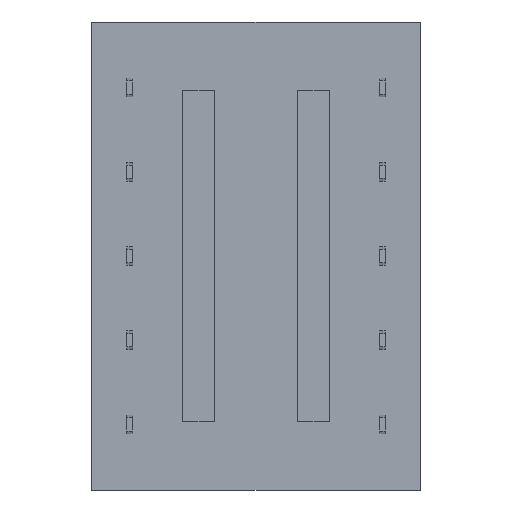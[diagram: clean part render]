
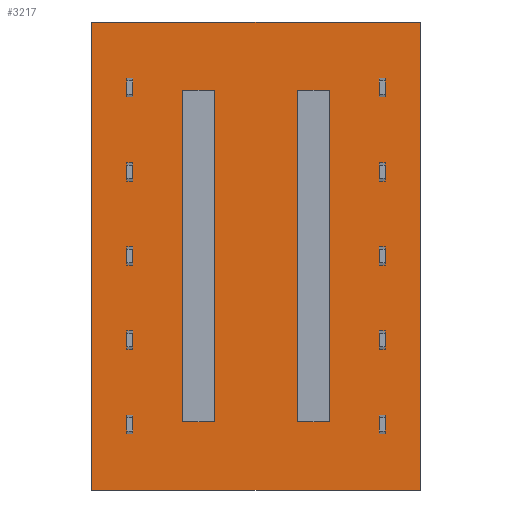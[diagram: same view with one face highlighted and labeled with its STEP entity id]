
A CAD part, front view. The second image highlights one B-rep face of the part: STEP entity #3217.
In plain terms, the highlighted planar face has unit normal (0, -1, 0).
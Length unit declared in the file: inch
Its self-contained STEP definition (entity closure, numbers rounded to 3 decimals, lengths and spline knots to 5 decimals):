
#5 = LINE ( 'NONE', #2343, #2363 ) ;
#46 = CARTESIAN_POINT ( 'NONE',  ( -0.0872, -0.05413, -0.29252 ) ) ;
#49 = VERTEX_POINT ( 'NONE', #6726 ) ;
#109 = ORIENTED_EDGE ( 'NONE', *, *, #4955, .T. ) ;
#131 = CARTESIAN_POINT ( 'NONE',  ( 0.0872, -0.05413, -0.29252 ) ) ;
#370 = EDGE_LOOP ( 'NONE', ( #1860, #7425, #7921, #9703 ) ) ;
#504 = FACE_OUTER_BOUND ( 'NONE', #3143, .T. ) ;
#543 = DIRECTION ( 'NONE',  ( 0., 1., 0. ) ) ;
#861 = VECTOR ( 'NONE', #2062, 39.37008 ) ;
#906 = CARTESIAN_POINT ( 'NONE',  ( -0.04941, -0.05413, 0.10079 ) ) ;
#1069 = CARTESIAN_POINT ( 'NONE',  ( -0.0872, -0.05413, 0.10079 ) ) ;
#1309 = EDGE_CURVE ( 'NONE', #4882, #7631, #5013, .T. ) ;
#1317 = LINE ( 'NONE', #7320, #9961 ) ;
#1380 = CARTESIAN_POINT ( 'NONE',  ( 0.19488, -0.05413, -0.37382 ) ) ;
#1477 = LINE ( 'NONE', #1670, #7597 ) ;
#1577 = EDGE_CURVE ( 'NONE', #9690, #2998, #1477, .T. ) ;
#1670 = CARTESIAN_POINT ( 'NONE',  ( 0.19488, -0.05413, -0.07382 ) ) ;
#1759 = VECTOR ( 'NONE', #4495, 39.37008 ) ;
#1765 = LINE ( 'NONE', #46, #8795 ) ;
#1860 = ORIENTED_EDGE ( 'NONE', *, *, #3304, .F. ) ;
#1880 = DIRECTION ( 'NONE',  ( -1., 0., 0. ) ) ;
#2005 = DIRECTION ( 'NONE',  ( -1., 0., 0. ) ) ;
#2062 = DIRECTION ( 'NONE',  ( -1., 0., 0. ) ) ;
#2068 = FACE_BOUND ( 'NONE', #5388, .T. ) ;
#2341 = LINE ( 'NONE', #3881, #3655 ) ;
#2343 = CARTESIAN_POINT ( 'NONE',  ( 0.0872, -0.05413, 0.10079 ) ) ;
#2363 = VECTOR ( 'NONE', #6836, 39.37008 ) ;
#2496 = VECTOR ( 'NONE', #9468, 39.37008 ) ;
#2545 = EDGE_CURVE ( 'NONE', #7631, #6321, #8105, .T. ) ;
#2598 = LINE ( 'NONE', #9419, #2496 ) ;
#2662 = EDGE_CURVE ( 'NONE', #9690, #6044, #2598, .T. ) ;
#2679 = VECTOR ( 'NONE', #6782, 39.37008 ) ;
#2804 = VERTEX_POINT ( 'NONE', #4963 ) ;
#2891 = CARTESIAN_POINT ( 'NONE',  ( -0.19488, -0.05413, 0.18209 ) ) ;
#2998 = VERTEX_POINT ( 'NONE', #8537 ) ;
#3143 = EDGE_LOOP ( 'NONE', ( #109, #6084, #7942, #6122 ) ) ;
#3211 = VERTEX_POINT ( 'NONE', #6875 ) ;
#3217 = ADVANCED_FACE ( 'NONE', ( #8985, #504, #2068 ), #4464, .F. ) ;
#3304 = EDGE_CURVE ( 'NONE', #49, #4882, #4067, .T. ) ;
#3655 = VECTOR ( 'NONE', #9352, 39.37008 ) ;
#3685 = CARTESIAN_POINT ( 'NONE',  ( -0.0872, -0.05413, 0.10079 ) ) ;
#3881 = CARTESIAN_POINT ( 'NONE',  ( 0.04941, -0.05413, -0.29252 ) ) ;
#4067 = LINE ( 'NONE', #906, #7533 ) ;
#4285 = VERTEX_POINT ( 'NONE', #4811 ) ;
#4432 = ORIENTED_EDGE ( 'NONE', *, *, #8821, .F. ) ;
#4464 = PLANE ( 'NONE',  #8810 ) ;
#4495 = DIRECTION ( 'NONE',  ( 0., 0., -1. ) ) ;
#4811 = CARTESIAN_POINT ( 'NONE',  ( 0.04941, -0.05413, -0.29252 ) ) ;
#4814 = DIRECTION ( 'NONE',  ( 1., 0., 0. ) ) ;
#4882 = VERTEX_POINT ( 'NONE', #8141 ) ;
#4955 = EDGE_CURVE ( 'NONE', #2804, #6044, #7327, .T. ) ;
#4963 = CARTESIAN_POINT ( 'NONE',  ( -0.19488, -0.05413, 0.18209 ) ) ;
#5013 = LINE ( 'NONE', #1069, #9039 ) ;
#5154 = CARTESIAN_POINT ( 'NONE',  ( 0., -0.05413, 0.05413 ) ) ;
#5388 = EDGE_LOOP ( 'NONE', ( #7739, #9596, #7695, #4432 ) ) ;
#5479 = DIRECTION ( 'NONE',  ( 0., 0., 1. ) ) ;
#5653 = CARTESIAN_POINT ( 'NONE',  ( 0.0872, -0.05413, 0.10079 ) ) ;
#5655 = CARTESIAN_POINT ( 'NONE',  ( -0.19488, -0.05413, -0.37382 ) ) ;
#5824 = CARTESIAN_POINT ( 'NONE',  ( 0.19488, -0.05413, 0.18209 ) ) ;
#6001 = CARTESIAN_POINT ( 'NONE',  ( 0.04941, -0.05413, 0.10079 ) ) ;
#6044 = VERTEX_POINT ( 'NONE', #5655 ) ;
#6084 = ORIENTED_EDGE ( 'NONE', *, *, #2662, .F. ) ;
#6122 = ORIENTED_EDGE ( 'NONE', *, *, #8272, .T. ) ;
#6321 = VERTEX_POINT ( 'NONE', #8691 ) ;
#6557 = EDGE_CURVE ( 'NONE', #4285, #7018, #2341, .T. ) ;
#6662 = LINE ( 'NONE', #5824, #861 ) ;
#6692 = LINE ( 'NONE', #6001, #9523 ) ;
#6726 = CARTESIAN_POINT ( 'NONE',  ( -0.04941, -0.05413, -0.29252 ) ) ;
#6782 = DIRECTION ( 'NONE',  ( 0., 0., -1. ) ) ;
#6836 = DIRECTION ( 'NONE',  ( 0., 0., 1. ) ) ;
#6875 = CARTESIAN_POINT ( 'NONE',  ( 0.04941, -0.05413, 0.10079 ) ) ;
#6944 = EDGE_CURVE ( 'NONE', #7125, #3211, #6692, .T. ) ;
#7018 = VERTEX_POINT ( 'NONE', #131 ) ;
#7125 = VERTEX_POINT ( 'NONE', #5653 ) ;
#7320 = CARTESIAN_POINT ( 'NONE',  ( 0.04941, -0.05413, 0.10079 ) ) ;
#7327 = LINE ( 'NONE', #2891, #2679 ) ;
#7424 = DIRECTION ( 'NONE',  ( 0., 0., -1. ) ) ;
#7425 = ORIENTED_EDGE ( 'NONE', *, *, #9263, .F. ) ;
#7533 = VECTOR ( 'NONE', #8620, 39.37008 ) ;
#7597 = VECTOR ( 'NONE', #5479, 39.37008 ) ;
#7631 = VERTEX_POINT ( 'NONE', #8355 ) ;
#7695 = ORIENTED_EDGE ( 'NONE', *, *, #6944, .F. ) ;
#7739 = ORIENTED_EDGE ( 'NONE', *, *, #6557, .F. ) ;
#7921 = ORIENTED_EDGE ( 'NONE', *, *, #2545, .F. ) ;
#7942 = ORIENTED_EDGE ( 'NONE', *, *, #1577, .T. ) ;
#8105 = LINE ( 'NONE', #3685, #1759 ) ;
#8141 = CARTESIAN_POINT ( 'NONE',  ( -0.04941, -0.05413, 0.10079 ) ) ;
#8272 = EDGE_CURVE ( 'NONE', #2998, #2804, #6662, .T. ) ;
#8355 = CARTESIAN_POINT ( 'NONE',  ( -0.0872, -0.05413, 0.10079 ) ) ;
#8537 = CARTESIAN_POINT ( 'NONE',  ( 0.19488, -0.05413, 0.18209 ) ) ;
#8620 = DIRECTION ( 'NONE',  ( 0., 0., 1. ) ) ;
#8691 = CARTESIAN_POINT ( 'NONE',  ( -0.0872, -0.05413, -0.29252 ) ) ;
#8795 = VECTOR ( 'NONE', #4814, 39.37008 ) ;
#8810 = AXIS2_PLACEMENT_3D ( 'NONE', #5154, #543, #9150 ) ;
#8821 = EDGE_CURVE ( 'NONE', #7018, #7125, #5, .T. ) ;
#8985 = FACE_BOUND ( 'NONE', #370, .T. ) ;
#9039 = VECTOR ( 'NONE', #1880, 39.37008 ) ;
#9150 = DIRECTION ( 'NONE',  ( 0., 0., -1. ) ) ;
#9263 = EDGE_CURVE ( 'NONE', #6321, #49, #1765, .T. ) ;
#9352 = DIRECTION ( 'NONE',  ( 1., 0., 0. ) ) ;
#9419 = CARTESIAN_POINT ( 'NONE',  ( 0.19488, -0.05413, -0.37382 ) ) ;
#9468 = DIRECTION ( 'NONE',  ( -1., 0., 0. ) ) ;
#9523 = VECTOR ( 'NONE', #2005, 39.37008 ) ;
#9596 = ORIENTED_EDGE ( 'NONE', *, *, #9834, .F. ) ;
#9690 = VERTEX_POINT ( 'NONE', #1380 ) ;
#9703 = ORIENTED_EDGE ( 'NONE', *, *, #1309, .F. ) ;
#9834 = EDGE_CURVE ( 'NONE', #3211, #4285, #1317, .T. ) ;
#9961 = VECTOR ( 'NONE', #7424, 39.37008 ) ;
